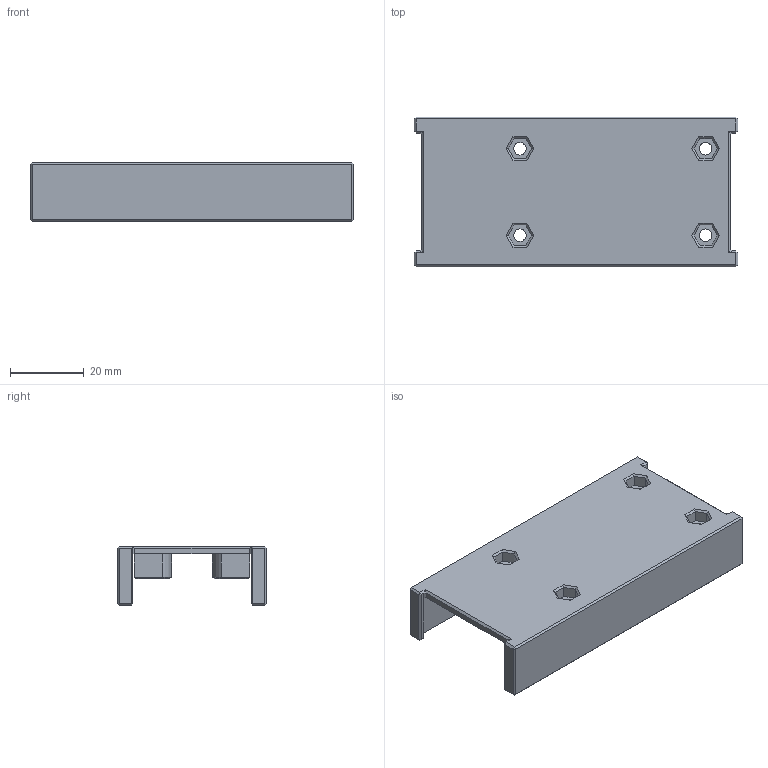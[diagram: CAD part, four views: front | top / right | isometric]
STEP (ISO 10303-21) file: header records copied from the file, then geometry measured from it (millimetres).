
FILE_DESCRIPTION(/* description */ (''),/* implementation_level */ '2;1');
FILE_NAME(/* name */ 'AntennaPart.step',/* time_stamp */ '2025-09-13T16:06:19-04:00',/* author */ (''),/* organization */ (''),/* preprocessor_version */ 'ST-DEVELOPER v20.1',/* originating_system */ 'Autodesk Translation Framework v14.17.0.0',/* authorisation */ '');
FILE_SCHEMA (('AUTOMOTIVE_DESIGN { 1 0 10303 214 3 1 1 }'));
Length unit declared in the file: millimetre
Products named in the file (1): AntennaPart
Bounding box: 88 x 40.7 x 16 mm (x, y, z)
Volume: 13603.6 mm3; surface area: 13830.4 mm2
Topology: 1 solids, 1 shells, 172 faces, 376 edges, 214 vertices
Faces by surface type: plane 160, cone 6, cylinder 6
Full cylindrical faces by diameter (mm): 3.4 x4
Entity records: 4531 total; most frequent: CARTESIAN_POINT 775, ORIENTED_EDGE 752, DIRECTION 736, EDGE_CURVE 376, LINE 354, VECTOR 354, VERTEX_POINT 214, AXIS2_PLACEMENT_3D 191
